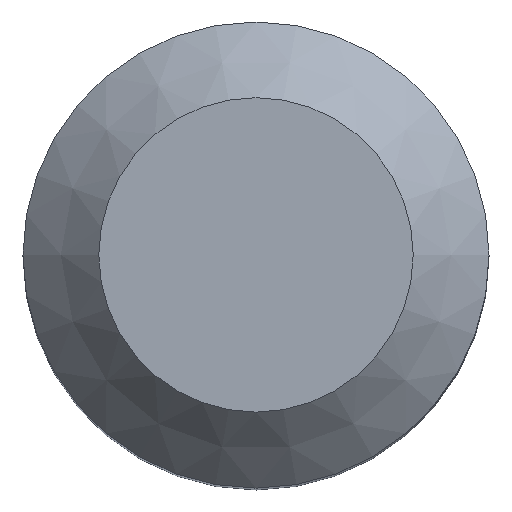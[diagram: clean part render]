
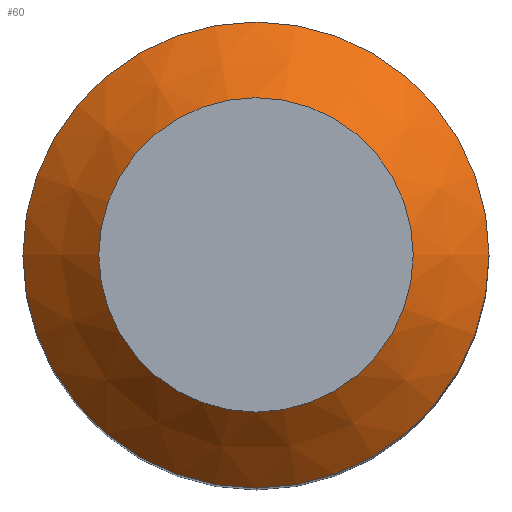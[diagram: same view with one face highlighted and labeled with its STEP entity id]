
A CAD part, top view. The second image highlights one B-rep face of the part: STEP entity #60.
In plain terms, the highlighted conical face has half-angle 45 degrees and reference radius 6.745 mm.
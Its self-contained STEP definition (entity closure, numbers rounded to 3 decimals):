
#43=CONICAL_SURFACE('',#207,6.745,45.);
#60=ADVANCED_FACE('',(#76,#77),#43,.T.);
#76=FACE_BOUND('',#94,.T.);
#77=FACE_BOUND('',#95,.T.);
#94=EDGE_LOOP('',(#112));
#95=EDGE_LOOP('',(#113));
#112=ORIENTED_EDGE('',*,*,#131,.F.);
#113=ORIENTED_EDGE('',*,*,#135,.T.);
#121=VERTEX_POINT('',#290);
#125=VERTEX_POINT('',#303);
#131=EDGE_CURVE('',#121,#121,#140,.T.);
#135=EDGE_CURVE('',#125,#125,#144,.T.);
#140=CIRCLE('',#196,10.);
#144=CIRCLE('',#205,6.745);
#196=AXIS2_PLACEMENT_3D('',#289,#225,#226);
#205=AXIS2_PLACEMENT_3D('',#302,#243,#244);
#207=AXIS2_PLACEMENT_3D('',#305,#247,#248);
#225=DIRECTION('',(0.,0.,-1.));
#226=DIRECTION('',(-1.,0.,0.));
#243=DIRECTION('',(0.,0.,-1.));
#244=DIRECTION('',(-1.,0.,0.));
#247=DIRECTION('',(0.,0.,-1.));
#248=DIRECTION('',(-1.,0.,0.));
#289=CARTESIAN_POINT('',(0.,0.,-3.255));
#290=CARTESIAN_POINT('',(-10.,0.,-3.255));
#302=CARTESIAN_POINT('',(0.,0.,0.));
#303=CARTESIAN_POINT('',(-6.745,0.,0.));
#305=CARTESIAN_POINT('',(0.,0.,0.));
